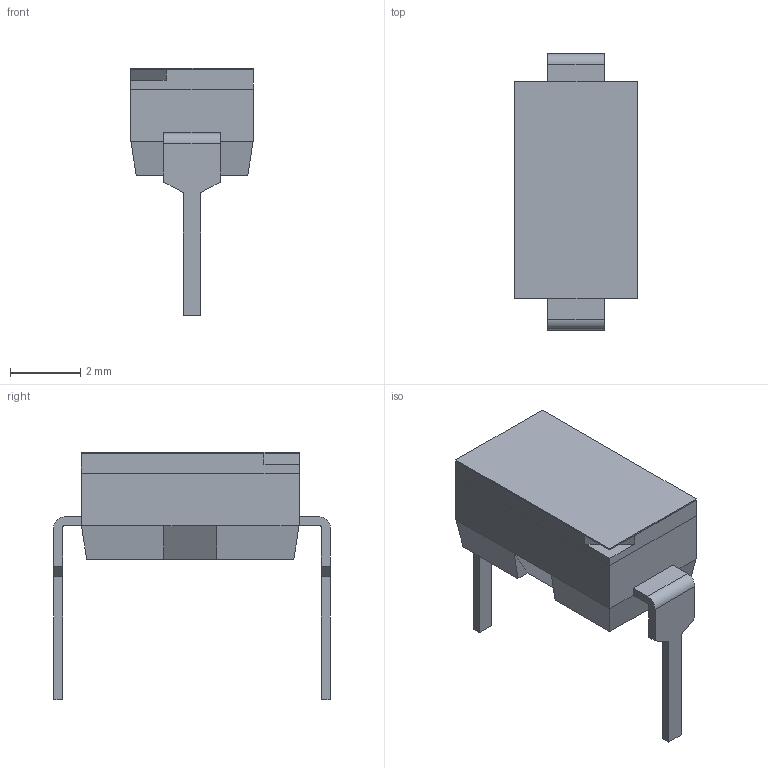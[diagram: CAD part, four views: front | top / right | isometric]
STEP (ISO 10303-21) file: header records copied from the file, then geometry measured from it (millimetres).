
FILE_DESCRIPTION( ( 'Unknown' ), '1' );
FILE_NAME( '418127160901.stp', 'Unknown', ( 'Unknown' ), ( 'Unknown' ), 'PSStep 17.0.49', 'Unknown', ' ' );
FILE_SCHEMA( ( 'AUTOMOTIVE_DESIGN { 1 0 10303 214 1 1 1 1 }' ) );
Length unit declared in the file: millimetre
Products named in the file (8): Assem1; Base 01; Terminal_front; Actuator; Terminal_back; Cover 01; Contact; Tape 01
Assembly tree (7 placements, depth 2):
  Assem1
    Base 01
    Terminal_front
    Actuator
    Terminal_back
    Cover 01
    Contact
    Tape 01
Bounding box: 3.48 x 7.87 x 7.04 mm (x, y, z)
Volume: 58.7 mm3; surface area: 309.1 mm2
Topology: 7 solids, 7 shells, 204 faces, 543 edges, 357 vertices
Faces by surface type: plane 177, cylinder 23, extrusion 4
Full cylindrical faces by diameter (mm): 0.45 x2, 0.5 x4, 1.9 x1
Entity records: 8114 total; most frequent: CARTESIAN_POINT 1332, ORIENTED_EDGE 1058, DIRECTION 967, EDGE_CURVE 529, VECTOR 439, LINE 435, VERTEX_POINT 352, AXIS2_PLACEMENT_3D 264
